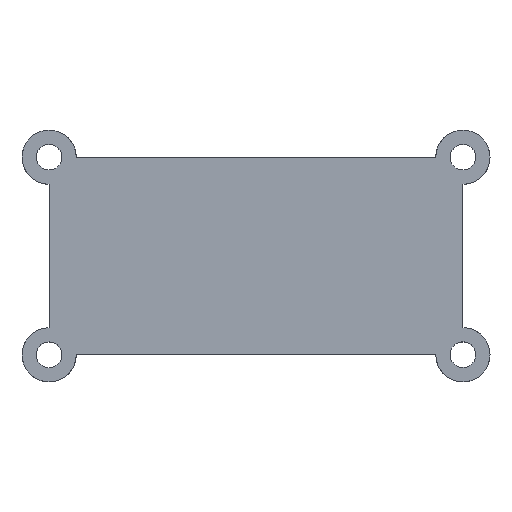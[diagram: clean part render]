
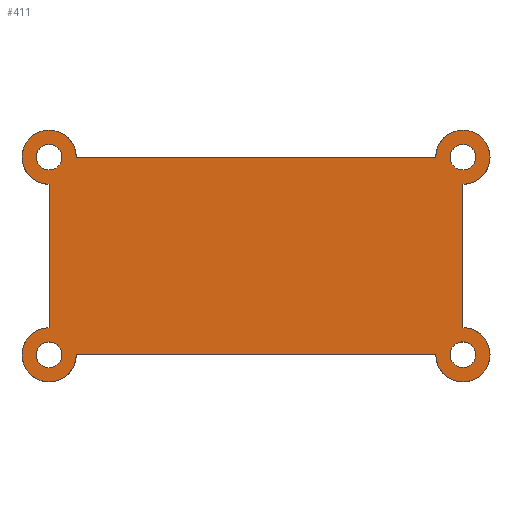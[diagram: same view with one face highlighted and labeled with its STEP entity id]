
A CAD part, top view. The second image highlights one B-rep face of the part: STEP entity #411.
In plain terms, the highlighted planar face has unit normal (0, 0, 1).
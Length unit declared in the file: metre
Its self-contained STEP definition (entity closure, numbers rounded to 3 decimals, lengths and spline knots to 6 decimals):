
#29=CIRCLE('',#445,0.00285);
#31=CIRCLE('',#449,0.00285);
#33=CIRCLE('',#453,0.00285);
#34=CIRCLE('',#456,0.00135);
#36=CIRCLE('',#459,0.00135);
#38=CIRCLE('',#462,0.00135);
#41=CIRCLE('',#466,0.00285);
#42=CIRCLE('',#468,0.00135);
#116=ORIENTED_EDGE('',*,*,#173,.F.);
#117=ORIENTED_EDGE('',*,*,#179,.T.);
#118=ORIENTED_EDGE('',*,*,#181,.T.);
#119=ORIENTED_EDGE('',*,*,#186,.T.);
#120=ORIENTED_EDGE('',*,*,#188,.T.);
#121=ORIENTED_EDGE('',*,*,#193,.T.);
#122=ORIENTED_EDGE('',*,*,#195,.T.);
#123=ORIENTED_EDGE('',*,*,#205,.T.);
#124=ORIENTED_EDGE('',*,*,#200,.F.);
#125=ORIENTED_EDGE('',*,*,#198,.F.);
#126=ORIENTED_EDGE('',*,*,#196,.F.);
#127=ORIENTED_EDGE('',*,*,#206,.F.);
#173=EDGE_CURVE('',#228,#229,#261,.T.);
#179=EDGE_CURVE('',#228,#232,#29,.T.);
#181=EDGE_CURVE('',#232,#233,#267,.T.);
#186=EDGE_CURVE('',#233,#236,#31,.T.);
#188=EDGE_CURVE('',#236,#237,#272,.T.);
#193=EDGE_CURVE('',#237,#240,#33,.T.);
#195=EDGE_CURVE('',#240,#241,#277,.T.);
#196=EDGE_CURVE('',#242,#242,#34,.T.);
#198=EDGE_CURVE('',#244,#244,#36,.T.);
#200=EDGE_CURVE('',#246,#246,#38,.T.);
#205=EDGE_CURVE('',#241,#229,#41,.T.);
#206=EDGE_CURVE('',#250,#250,#42,.T.);
#228=VERTEX_POINT('',#641);
#229=VERTEX_POINT('',#643);
#232=VERTEX_POINT('',#652);
#233=VERTEX_POINT('',#656);
#236=VERTEX_POINT('',#665);
#237=VERTEX_POINT('',#669);
#240=VERTEX_POINT('',#678);
#241=VERTEX_POINT('',#682);
#242=VERTEX_POINT('',#686);
#244=VERTEX_POINT('',#691);
#246=VERTEX_POINT('',#696);
#250=VERTEX_POINT('',#708);
#261=LINE('',#642,#293);
#267=LINE('',#657,#299);
#272=LINE('',#670,#304);
#277=LINE('',#683,#309);
#293=VECTOR('',#510,1.);
#299=VECTOR('',#524,1.);
#304=VECTOR('',#537,1.);
#309=VECTOR('',#550,1.);
#333=EDGE_LOOP('',(#116,#117,#118,#119,#120,#121,#122,#123));
#334=EDGE_LOOP('',(#124));
#335=EDGE_LOOP('',(#125));
#336=EDGE_LOOP('',(#126));
#337=EDGE_LOOP('',(#127));
#367=FACE_BOUND('',#333,.T.);
#368=FACE_BOUND('',#334,.T.);
#369=FACE_BOUND('',#335,.T.);
#370=FACE_BOUND('',#336,.T.);
#371=FACE_BOUND('',#337,.T.);
#389=PLANE('',#470);
#411=ADVANCED_FACE('',(#367,#368,#369,#370,#371),#389,.T.);
#445=AXIS2_PLACEMENT_3D('',#653,#519,#520);
#449=AXIS2_PLACEMENT_3D('',#666,#532,#533);
#453=AXIS2_PLACEMENT_3D('',#679,#545,#546);
#456=AXIS2_PLACEMENT_3D('',#685,#553,#554);
#459=AXIS2_PLACEMENT_3D('',#690,#559,#560);
#462=AXIS2_PLACEMENT_3D('',#695,#565,#566);
#466=AXIS2_PLACEMENT_3D('',#705,#575,#576);
#468=AXIS2_PLACEMENT_3D('',#707,#579,#580);
#470=AXIS2_PLACEMENT_3D('',#711,#583,#584);
#510=DIRECTION('',(1.,0.,0.));
#519=DIRECTION('',(0.,0.,1.));
#520=DIRECTION('',(1.,0.,0.));
#524=DIRECTION('',(0.,-1.,0.));
#532=DIRECTION('',(0.,0.,1.));
#533=DIRECTION('',(1.,0.,0.));
#537=DIRECTION('',(1.,0.,0.));
#545=DIRECTION('',(0.,0.,1.));
#546=DIRECTION('',(1.,0.,0.));
#550=DIRECTION('',(0.,1.,0.));
#553=DIRECTION('',(0.,0.,1.));
#554=DIRECTION('',(1.,0.,0.));
#559=DIRECTION('',(0.,0.,1.));
#560=DIRECTION('',(1.,0.,0.));
#565=DIRECTION('',(0.,0.,1.));
#566=DIRECTION('',(1.,0.,0.));
#575=DIRECTION('',(0.,0.,1.));
#576=DIRECTION('',(1.,0.,0.));
#579=DIRECTION('',(0.,0.,1.));
#580=DIRECTION('',(1.,0.,0.));
#583=DIRECTION('',(0.,0.,1.));
#584=DIRECTION('',(1.,0.,0.));
#641=CARTESIAN_POINT('',(-0.018925,0.0104,0.004));
#642=CARTESIAN_POINT('',(0.,0.0104,0.004));
#643=CARTESIAN_POINT('',(0.018925,0.0104,0.004));
#652=CARTESIAN_POINT('',(-0.021775,0.00755,0.004));
#653=CARTESIAN_POINT('',(-0.021775,0.0104,0.004));
#656=CARTESIAN_POINT('',(-0.021775,-0.00755,0.004));
#657=CARTESIAN_POINT('',(-0.021775,0.,0.004));
#665=CARTESIAN_POINT('',(-0.018925,-0.010389,0.004));
#666=CARTESIAN_POINT('',(-0.021775,-0.0104,0.004));
#669=CARTESIAN_POINT('',(0.018925,-0.010389,0.004));
#670=CARTESIAN_POINT('',(0.,-0.010389,0.004));
#678=CARTESIAN_POINT('',(0.021775,-0.007539,0.004));
#679=CARTESIAN_POINT('',(0.021775,-0.010389,0.004));
#682=CARTESIAN_POINT('',(0.021775,0.00755,0.004));
#683=CARTESIAN_POINT('',(0.021775,0.000006,0.004));
#685=CARTESIAN_POINT('',(0.021775,0.0104,0.004));
#686=CARTESIAN_POINT('',(0.023125,0.0104,0.004));
#690=CARTESIAN_POINT('',(0.021775,-0.010389,0.004));
#691=CARTESIAN_POINT('',(0.023125,-0.010389,0.004));
#695=CARTESIAN_POINT('',(-0.021775,0.0104,0.004));
#696=CARTESIAN_POINT('',(-0.020425,0.0104,0.004));
#705=CARTESIAN_POINT('',(0.021775,0.0104,0.004));
#707=CARTESIAN_POINT('',(-0.021775,-0.0104,0.004));
#708=CARTESIAN_POINT('',(-0.020425,-0.0104,0.004));
#711=CARTESIAN_POINT('',(0.,0.,0.004));
